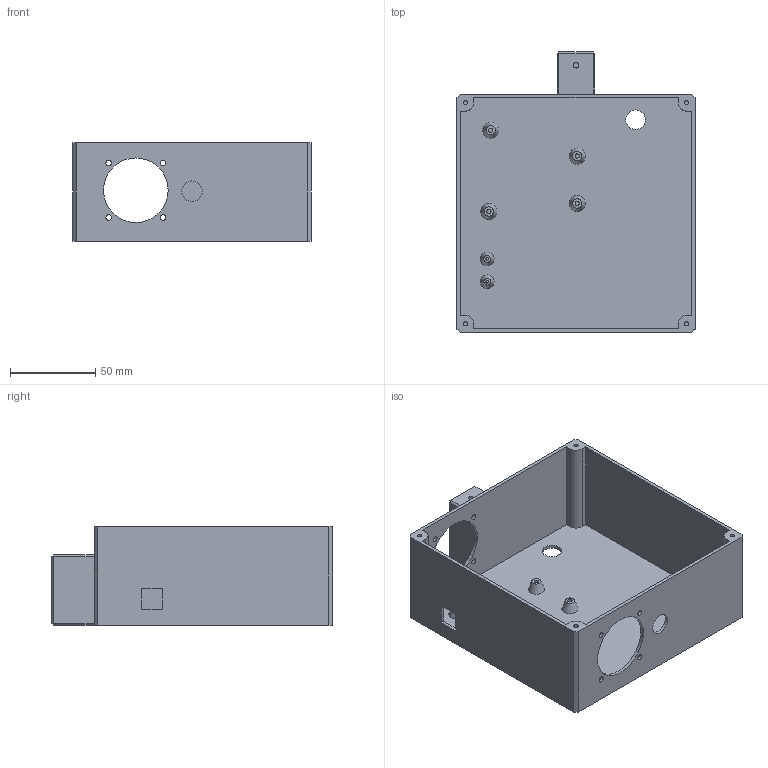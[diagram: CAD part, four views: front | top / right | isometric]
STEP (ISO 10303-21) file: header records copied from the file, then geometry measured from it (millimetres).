
FILE_DESCRIPTION(('FreeCAD Model'),'2;1');
FILE_NAME('Open CASCADE Shape Model','2024-11-13T21:04:23',(''),(''), 'Open CASCADE STEP processor 7.7','FreeCAD','Unknown');
FILE_SCHEMA(('AUTOMOTIVE_DESIGN { 1 0 10303 214 1 1 1 1 }'));
Length unit declared in the file: millimetre
Products named in the file (3): Spacious_Electronics_Enclosure; Box; Mount
Assembly tree (2 placements, depth 2):
  Spacious_Electronics_Enclosure
    Box
    Mount
Bounding box: 140 x 165 x 58 mm (x, y, z)
Volume: 116910.6 mm3; surface area: 105688.4 mm2
Topology: 2 solids, 2 shells, 108 faces, 239 edges, 152 vertices
Faces by surface type: plane 69, cylinder 33, cone 6
Full cylindrical faces by diameter (mm): 1.6 x2, 2.5 x8, 3.3 x9, 4 x2, 5.5 x4, 11.5 x1, 12.2 x1, 38 x2
Entity records: 3085 total; most frequent: DIRECTION 533, CARTESIAN_POINT 502, ORIENTED_EDGE 478, EDGE_CURVE 239, AXIS2_PLACEMENT_3D 183, LINE 167, VECTOR 167, FACE_BOUND 155
